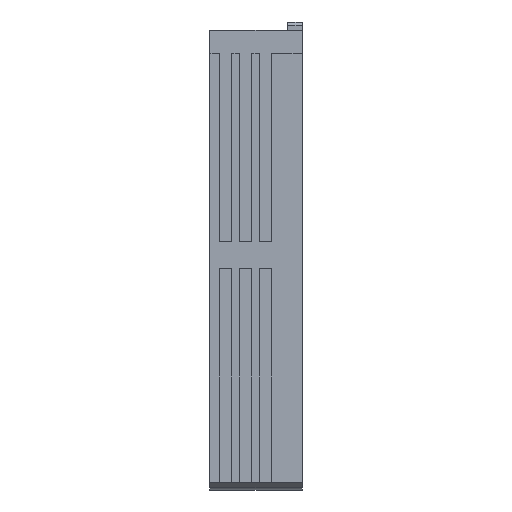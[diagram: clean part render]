
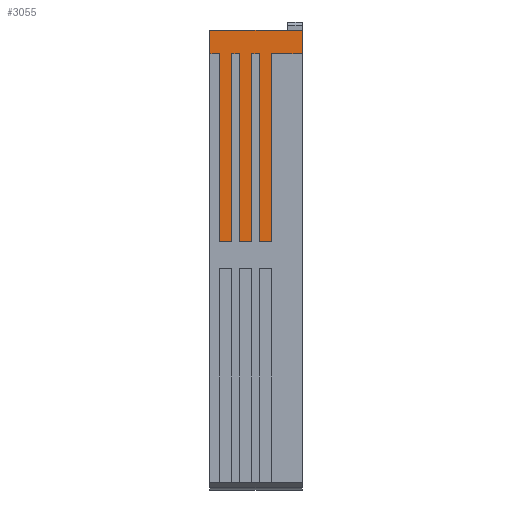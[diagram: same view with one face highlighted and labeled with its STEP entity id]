
A CAD part, front view. The second image highlights one B-rep face of the part: STEP entity #3055.
In plain terms, the highlighted planar face has unit normal (0, -1, 0).
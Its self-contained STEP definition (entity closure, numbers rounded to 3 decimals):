
#1 = LINE ( 'NONE', #4198, #7419 ) ;
#19 = PLANE ( 'NONE',  #6721 ) ;
#31 = CARTESIAN_POINT ( 'NONE',  ( 0.45, -48.733, 0. ) ) ;
#63 = LINE ( 'NONE', #7433, #3896 ) ;
#93 = ORIENTED_EDGE ( 'NONE', *, *, #5755, .T. ) ;
#156 = VERTEX_POINT ( 'NONE', #5969 ) ;
#192 = VERTEX_POINT ( 'NONE', #5308 ) ;
#200 = LINE ( 'NONE', #5598, #4955 ) ;
#468 = EDGE_CURVE ( 'NONE', #2893, #2859, #63, .T. ) ;
#595 = DIRECTION ( 'NONE',  ( 0., 0., -1. ) ) ;
#604 = ORIENTED_EDGE ( 'NONE', *, *, #468, .T. ) ;
#620 = DIRECTION ( 'NONE',  ( 1., 0., 0. ) ) ;
#627 = CARTESIAN_POINT ( 'NONE',  ( -4.75, -48.733, -3. ) ) ;
#629 = ORIENTED_EDGE ( 'NONE', *, *, #2258, .F. ) ;
#643 = CARTESIAN_POINT ( 'NONE',  ( -6., -48.733, -3. ) ) ;
#659 = DIRECTION ( 'NONE',  ( 1., 0., 0. ) ) ;
#668 = LINE ( 'NONE', #4166, #5177 ) ;
#679 = DIRECTION ( 'NONE',  ( 0., 0., -1. ) ) ;
#687 = CARTESIAN_POINT ( 'NONE',  ( -4.75, -48.733, 0. ) ) ;
#744 = CARTESIAN_POINT ( 'NONE',  ( -6., -48.733, 0.033 ) ) ;
#765 = LINE ( 'NONE', #31, #8284 ) ;
#797 = CARTESIAN_POINT ( 'NONE',  ( 0.45, -48.733, -3. ) ) ;
#877 = CARTESIAN_POINT ( 'NONE',  ( 2.05, -48.733, 0. ) ) ;
#881 = EDGE_CURVE ( 'NONE', #192, #8315, #765, .T. ) ;
#920 = VERTEX_POINT ( 'NONE', #8636 ) ;
#944 = VERTEX_POINT ( 'NONE', #8691 ) ;
#951 = FACE_OUTER_BOUND ( 'NONE', #3549, .T. ) ;
#1198 = LINE ( 'NONE', #7693, #4938 ) ;
#1236 = VECTOR ( 'NONE', #659, 1000. ) ;
#1249 = CARTESIAN_POINT ( 'NONE',  ( -3.15, -48.733, -3. ) ) ;
#1271 = EDGE_CURVE ( 'NONE', #9123, #156, #1198, .T. ) ;
#1325 = DIRECTION ( 'NONE',  ( 1., 0., 0. ) ) ;
#1394 = VERTEX_POINT ( 'NONE', #2679 ) ;
#1591 = EDGE_CURVE ( 'NONE', #9123, #920, #5156, .T. ) ;
#1875 = CARTESIAN_POINT ( 'NONE',  ( 6., -48.733, 0.033 ) ) ;
#1893 = CARTESIAN_POINT ( 'NONE',  ( 6., -48.733, 0.033 ) ) ;
#1964 = ORIENTED_EDGE ( 'NONE', *, *, #4049, .F. ) ;
#2105 = CARTESIAN_POINT ( 'NONE',  ( -6., -48.733, 0.033 ) ) ;
#2118 = VECTOR ( 'NONE', #6504, 1000. ) ;
#2252 = DIRECTION ( 'NONE',  ( 0., 0., -1. ) ) ;
#2258 = EDGE_CURVE ( 'NONE', #7857, #156, #3223, .T. ) ;
#2373 = VECTOR ( 'NONE', #6556, 1000. ) ;
#2679 = CARTESIAN_POINT ( 'NONE',  ( -0.55, -48.733, -27.5 ) ) ;
#2859 = VERTEX_POINT ( 'NONE', #9057 ) ;
#2893 = VERTEX_POINT ( 'NONE', #3410 ) ;
#3055 = ADVANCED_FACE ( 'NONE', ( #951 ), #19, .T. ) ;
#3060 = DIRECTION ( 'NONE',  ( 1., 0., 0. ) ) ;
#3114 = DIRECTION ( 'NONE',  ( 0., 0., 1. ) ) ;
#3180 = VERTEX_POINT ( 'NONE', #7931 ) ;
#3184 = EDGE_CURVE ( 'NONE', #2893, #7481, #5635, .T. ) ;
#3223 = LINE ( 'NONE', #1893, #4929 ) ;
#3338 = DIRECTION ( 'NONE',  ( 0., 0., -1. ) ) ;
#3410 = CARTESIAN_POINT ( 'NONE',  ( -4.75, -48.733, -27.5 ) ) ;
#3492 = DIRECTION ( 'NONE',  ( 0., 0., -1. ) ) ;
#3529 = CARTESIAN_POINT ( 'NONE',  ( 0., -48.733, -27.5 ) ) ;
#3549 = EDGE_LOOP ( 'NONE', ( #7004, #4435, #604, #7179, #3633, #1964, #9274, #4887, #4814, #7935, #7685, #3652, #9265, #629, #8009, #93 ) ) ;
#3633 = ORIENTED_EDGE ( 'NONE', *, *, #3739, .T. ) ;
#3652 = ORIENTED_EDGE ( 'NONE', *, *, #1591, .F. ) ;
#3727 = VECTOR ( 'NONE', #3114, 1000. ) ;
#3739 = EDGE_CURVE ( 'NONE', #8903, #3180, #6990, .T. ) ;
#3896 = VECTOR ( 'NONE', #3060, 1000. ) ;
#3931 = LINE ( 'NONE', #4104, #6971 ) ;
#4026 = VECTOR ( 'NONE', #3492, 1000. ) ;
#4049 = EDGE_CURVE ( 'NONE', #944, #3180, #8219, .T. ) ;
#4104 = CARTESIAN_POINT ( 'NONE',  ( 0., -48.733, -27.5 ) ) ;
#4166 = CARTESIAN_POINT ( 'NONE',  ( -6., -48.733, 0.033 ) ) ;
#4198 = CARTESIAN_POINT ( 'NONE',  ( -6., -48.733, -3. ) ) ;
#4216 = CARTESIAN_POINT ( 'NONE',  ( -6., -48.733, -3. ) ) ;
#4435 = ORIENTED_EDGE ( 'NONE', *, *, #3184, .F. ) ;
#4532 = EDGE_CURVE ( 'NONE', #6814, #7481, #1, .T. ) ;
#4641 = EDGE_CURVE ( 'NONE', #6788, #8315, #4741, .T. ) ;
#4741 = LINE ( 'NONE', #8620, #1236 ) ;
#4814 = ORIENTED_EDGE ( 'NONE', *, *, #4641, .T. ) ;
#4887 = ORIENTED_EDGE ( 'NONE', *, *, #8606, .F. ) ;
#4891 = CARTESIAN_POINT ( 'NONE',  ( -0.55, -48.733, 0. ) ) ;
#4929 = VECTOR ( 'NONE', #3338, 1000. ) ;
#4938 = VECTOR ( 'NONE', #1325, 1000. ) ;
#4955 = VECTOR ( 'NONE', #679, 1000. ) ;
#5105 = EDGE_CURVE ( 'NONE', #8903, #2859, #200, .T. ) ;
#5156 = LINE ( 'NONE', #877, #8811 ) ;
#5177 = VECTOR ( 'NONE', #9173, 1000. ) ;
#5308 = CARTESIAN_POINT ( 'NONE',  ( 0.45, -48.733, -27.5 ) ) ;
#5598 = CARTESIAN_POINT ( 'NONE',  ( -3.15, -48.733, 0. ) ) ;
#5635 = LINE ( 'NONE', #687, #2118 ) ;
#5733 = VECTOR ( 'NONE', #595, 1000. ) ;
#5755 = EDGE_CURVE ( 'NONE', #6611, #6814, #9288, .T. ) ;
#5899 = DIRECTION ( 'NONE',  ( 0., 0., 1. ) ) ;
#5969 = CARTESIAN_POINT ( 'NONE',  ( 6., -48.733, -3. ) ) ;
#6272 = EDGE_CURVE ( 'NONE', #944, #1394, #7318, .T. ) ;
#6504 = DIRECTION ( 'NONE',  ( 0., 0., 1. ) ) ;
#6556 = DIRECTION ( 'NONE',  ( 1., 0., 0. ) ) ;
#6611 = VERTEX_POINT ( 'NONE', #6889 ) ;
#6625 = LINE ( 'NONE', #4891, #4026 ) ;
#6636 = CARTESIAN_POINT ( 'NONE',  ( 2.05, -48.733, -3. ) ) ;
#6721 = AXIS2_PLACEMENT_3D ( 'NONE', #744, #8645, #2252 ) ;
#6788 = VERTEX_POINT ( 'NONE', #8452 ) ;
#6814 = VERTEX_POINT ( 'NONE', #643 ) ;
#6889 = CARTESIAN_POINT ( 'NONE',  ( -6., -48.733, 0.033 ) ) ;
#6971 = VECTOR ( 'NONE', #9140, 1000. ) ;
#6990 = LINE ( 'NONE', #4216, #8328 ) ;
#7004 = ORIENTED_EDGE ( 'NONE', *, *, #4532, .T. ) ;
#7179 = ORIENTED_EDGE ( 'NONE', *, *, #5105, .F. ) ;
#7318 = LINE ( 'NONE', #3529, #2373 ) ;
#7418 = CARTESIAN_POINT ( 'NONE',  ( -2.15, -48.733, 0. ) ) ;
#7419 = VECTOR ( 'NONE', #620, 1000. ) ;
#7433 = CARTESIAN_POINT ( 'NONE',  ( 0., -48.733, -27.5 ) ) ;
#7481 = VERTEX_POINT ( 'NONE', #627 ) ;
#7685 = ORIENTED_EDGE ( 'NONE', *, *, #7978, .T. ) ;
#7693 = CARTESIAN_POINT ( 'NONE',  ( -6., -48.733, -3. ) ) ;
#7857 = VERTEX_POINT ( 'NONE', #1875 ) ;
#7891 = EDGE_CURVE ( 'NONE', #6611, #7857, #668, .T. ) ;
#7931 = CARTESIAN_POINT ( 'NONE',  ( -2.15, -48.733, -3. ) ) ;
#7935 = ORIENTED_EDGE ( 'NONE', *, *, #881, .F. ) ;
#7946 = DIRECTION ( 'NONE',  ( 0., 0., -1. ) ) ;
#7978 = EDGE_CURVE ( 'NONE', #192, #920, #3931, .T. ) ;
#8009 = ORIENTED_EDGE ( 'NONE', *, *, #7891, .F. ) ;
#8219 = LINE ( 'NONE', #7418, #3727 ) ;
#8284 = VECTOR ( 'NONE', #5899, 1000. ) ;
#8315 = VERTEX_POINT ( 'NONE', #797 ) ;
#8328 = VECTOR ( 'NONE', #9129, 1000. ) ;
#8452 = CARTESIAN_POINT ( 'NONE',  ( -0.55, -48.733, -3. ) ) ;
#8606 = EDGE_CURVE ( 'NONE', #6788, #1394, #6625, .T. ) ;
#8620 = CARTESIAN_POINT ( 'NONE',  ( -6., -48.733, -3. ) ) ;
#8636 = CARTESIAN_POINT ( 'NONE',  ( 2.05, -48.733, -27.5 ) ) ;
#8645 = DIRECTION ( 'NONE',  ( 0., -1., 0. ) ) ;
#8691 = CARTESIAN_POINT ( 'NONE',  ( -2.15, -48.733, -27.5 ) ) ;
#8811 = VECTOR ( 'NONE', #7946, 1000. ) ;
#8903 = VERTEX_POINT ( 'NONE', #1249 ) ;
#9057 = CARTESIAN_POINT ( 'NONE',  ( -3.15, -48.733, -27.5 ) ) ;
#9123 = VERTEX_POINT ( 'NONE', #6636 ) ;
#9129 = DIRECTION ( 'NONE',  ( 1., 0., 0. ) ) ;
#9140 = DIRECTION ( 'NONE',  ( 1., 0., 0. ) ) ;
#9173 = DIRECTION ( 'NONE',  ( 1., 0., 0. ) ) ;
#9265 = ORIENTED_EDGE ( 'NONE', *, *, #1271, .T. ) ;
#9274 = ORIENTED_EDGE ( 'NONE', *, *, #6272, .T. ) ;
#9288 = LINE ( 'NONE', #2105, #5733 ) ;
